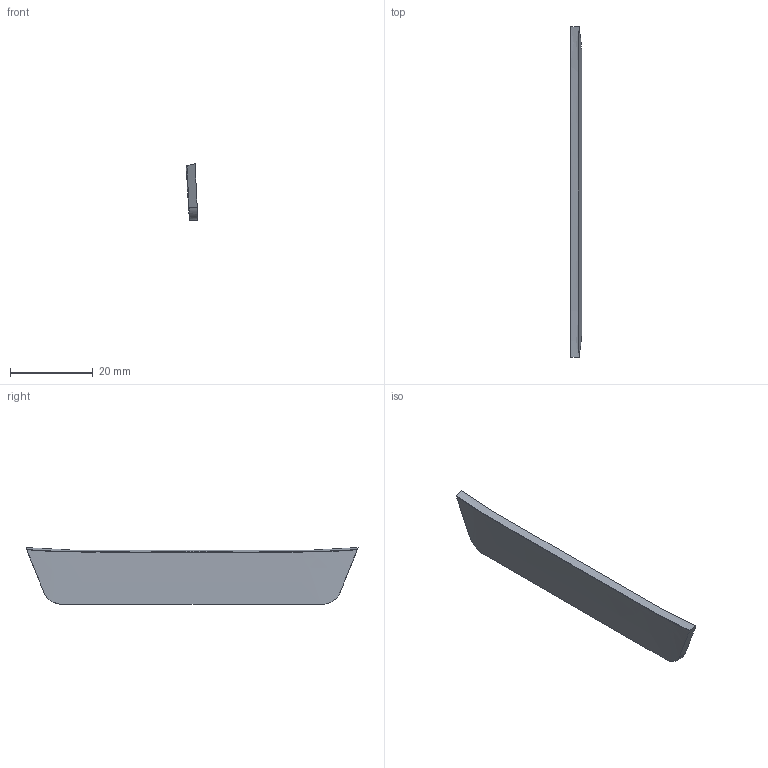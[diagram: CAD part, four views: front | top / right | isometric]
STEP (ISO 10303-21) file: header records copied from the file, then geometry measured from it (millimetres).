
FILE_DESCRIPTION(/* description */ (''),/* implementation_level */ '2;1');
FILE_NAME(/* name */ '胸腔透光片',/* time_stamp */ '2025-05-16T17:59:14+08:00',/* author */ (''),/* organization */ (''),/* preprocessor_version */ 'ST-DEVELOPER v19.2',/* originating_system */ 'Rhino 8.17',/* authorisation */ '');
FILE_SCHEMA (('CONFIG_CONTROL_DESIGN'));
Length unit declared in the file: centimetre
Products named in the file (1): Document
Bounding box: 2.75 x 80.25 x 13.72 mm (x, y, z)
Volume: 1911.5 mm3; surface area: 2273.5 mm2
Topology: 1 solids, 1 shells, 8 faces, 18 edges, 12 vertices
Faces by surface type: bspline 5, plane 3
Entity records: 861 total; most frequent: CARTESIAN_POINT 649, ORIENTED_EDGE 36, EDGE_CURVE 18, B_SPLINE_CURVE_WITH_KNOTS 18, VERTEX_POINT 12, ADVANCED_FACE 8, FACE_OUTER_BOUND 8, EDGE_LOOP 8
